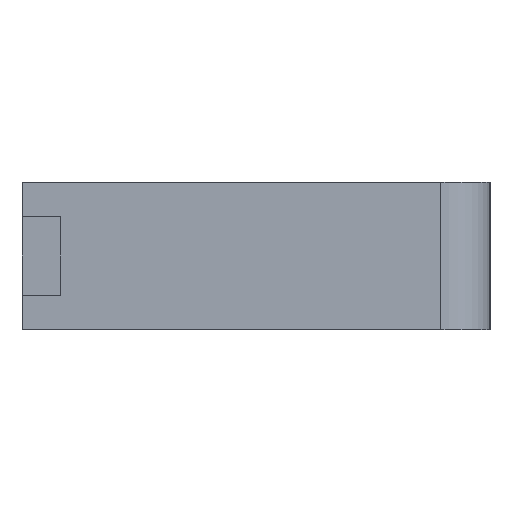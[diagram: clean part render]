
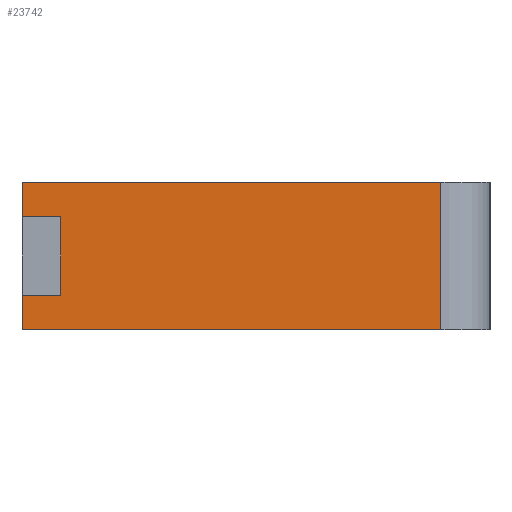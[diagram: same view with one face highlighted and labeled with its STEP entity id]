
A CAD part, left-side view. The second image highlights one B-rep face of the part: STEP entity #23742.
In plain terms, the highlighted planar face has unit normal (-1, 0, 0).
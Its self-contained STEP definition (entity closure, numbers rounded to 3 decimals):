
#225 = CARTESIAN_POINT ( 'NONE',  ( -22., 9.5, -3. ) ) ;
#423 = DIRECTION ( 'NONE',  ( 0., -1., 0. ) ) ;
#1529 = ORIENTED_EDGE ( 'NONE', *, *, #13806, .F. ) ;
#1721 = CARTESIAN_POINT ( 'NONE',  ( -22., 9.5, 1.6 ) ) ;
#1971 = VERTEX_POINT ( 'NONE', #1721 ) ;
#2151 = EDGE_CURVE ( 'NONE', #5638, #20780, #22909, .T. ) ;
#2496 = CARTESIAN_POINT ( 'NONE',  ( -22., 9.5, 3. ) ) ;
#2979 = EDGE_CURVE ( 'NONE', #14868, #22936, #20782, .T. ) ;
#3537 = CARTESIAN_POINT ( 'NONE',  ( -22., -9.5, 3. ) ) ;
#5179 = VECTOR ( 'NONE', #14130, 1000. ) ;
#5638 = VERTEX_POINT ( 'NONE', #22132 ) ;
#6112 = LINE ( 'NONE', #2496, #24059 ) ;
#6171 = ORIENTED_EDGE ( 'NONE', *, *, #2151, .F. ) ;
#6300 = DIRECTION ( 'NONE',  ( 0., 0., 1. ) ) ;
#6524 = DIRECTION ( 'NONE',  ( 0., 0., 1. ) ) ;
#6551 = EDGE_CURVE ( 'NONE', #7276, #1971, #19945, .T. ) ;
#7119 = DIRECTION ( 'NONE',  ( 1., 0., 0. ) ) ;
#7198 = LINE ( 'NONE', #27058, #5179 ) ;
#7232 = VECTOR ( 'NONE', #6300, 1000. ) ;
#7276 = VERTEX_POINT ( 'NONE', #23530 ) ;
#7714 = VECTOR ( 'NONE', #18619, 1000. ) ;
#8823 = ORIENTED_EDGE ( 'NONE', *, *, #6551, .F. ) ;
#9269 = FACE_OUTER_BOUND ( 'NONE', #11067, .T. ) ;
#10404 = DIRECTION ( 'NONE',  ( 0., -1., 0. ) ) ;
#10692 = ORIENTED_EDGE ( 'NONE', *, *, #16625, .F. ) ;
#11067 = EDGE_LOOP ( 'NONE', ( #16165, #19765, #1529, #20455, #8823, #10692, #6171, #22577 ) ) ;
#12075 = CARTESIAN_POINT ( 'NONE',  ( -22., 7.924, -1.6 ) ) ;
#12472 = CARTESIAN_POINT ( 'NONE',  ( -22., -9.5, -3. ) ) ;
#12865 = LINE ( 'NONE', #12472, #26392 ) ;
#13484 = DIRECTION ( 'NONE',  ( 0., 0., -1. ) ) ;
#13806 = EDGE_CURVE ( 'NONE', #22206, #22936, #15841, .T. ) ;
#14130 = DIRECTION ( 'NONE',  ( 0., 0., -1. ) ) ;
#14868 = VERTEX_POINT ( 'NONE', #19748 ) ;
#15744 = CARTESIAN_POINT ( 'NONE',  ( -22., 9.5, 1.6 ) ) ;
#15841 = LINE ( 'NONE', #3537, #7714 ) ;
#16165 = ORIENTED_EDGE ( 'NONE', *, *, #17039, .T. ) ;
#16585 = CARTESIAN_POINT ( 'NONE',  ( -22., -7.5, 3. ) ) ;
#16612 = LINE ( 'NONE', #25996, #23070 ) ;
#16625 = EDGE_CURVE ( 'NONE', #20780, #7276, #16612, .T. ) ;
#17039 = EDGE_CURVE ( 'NONE', #27326, #14868, #12865, .T. ) ;
#17496 = CARTESIAN_POINT ( 'NONE',  ( -22., 9.5, -1.6 ) ) ;
#18619 = DIRECTION ( 'NONE',  ( 0., -1., 0. ) ) ;
#19717 = DIRECTION ( 'NONE',  ( 0., 1., 0. ) ) ;
#19748 = CARTESIAN_POINT ( 'NONE',  ( -22., -7.5, -3. ) ) ;
#19765 = ORIENTED_EDGE ( 'NONE', *, *, #2979, .T. ) ;
#19945 = LINE ( 'NONE', #15744, #25012 ) ;
#20455 = ORIENTED_EDGE ( 'NONE', *, *, #25625, .T. ) ;
#20780 = VERTEX_POINT ( 'NONE', #12075 ) ;
#20782 = LINE ( 'NONE', #16585, #7232 ) ;
#22132 = CARTESIAN_POINT ( 'NONE',  ( -22., 9.5, -1.6 ) ) ;
#22206 = VERTEX_POINT ( 'NONE', #26506 ) ;
#22388 = EDGE_CURVE ( 'NONE', #5638, #27326, #7198, .T. ) ;
#22577 = ORIENTED_EDGE ( 'NONE', *, *, #22388, .T. ) ;
#22909 = LINE ( 'NONE', #17496, #27960 ) ;
#22936 = VERTEX_POINT ( 'NONE', #27766 ) ;
#23070 = VECTOR ( 'NONE', #6524, 1000. ) ;
#23530 = CARTESIAN_POINT ( 'NONE',  ( -22., 7.924, 1.6 ) ) ;
#23742 = ADVANCED_FACE ( 'NONE', ( #9269 ), #26326, .F. ) ;
#24059 = VECTOR ( 'NONE', #13484, 1000. ) ;
#24289 = AXIS2_PLACEMENT_3D ( 'NONE', #26420, #7119, #26511 ) ;
#25012 = VECTOR ( 'NONE', #19717, 1000. ) ;
#25625 = EDGE_CURVE ( 'NONE', #22206, #1971, #6112, .T. ) ;
#25996 = CARTESIAN_POINT ( 'NONE',  ( -22., 7.924, -1.6 ) ) ;
#26326 = PLANE ( 'NONE',  #24289 ) ;
#26392 = VECTOR ( 'NONE', #10404, 1000. ) ;
#26420 = CARTESIAN_POINT ( 'NONE',  ( -22., -9.5, 3. ) ) ;
#26506 = CARTESIAN_POINT ( 'NONE',  ( -22., 9.5, 3. ) ) ;
#26511 = DIRECTION ( 'NONE',  ( 0., 0., -1. ) ) ;
#27058 = CARTESIAN_POINT ( 'NONE',  ( -22., 9.5, 3. ) ) ;
#27326 = VERTEX_POINT ( 'NONE', #225 ) ;
#27766 = CARTESIAN_POINT ( 'NONE',  ( -22., -7.5, 3. ) ) ;
#27960 = VECTOR ( 'NONE', #423, 1000. ) ;
